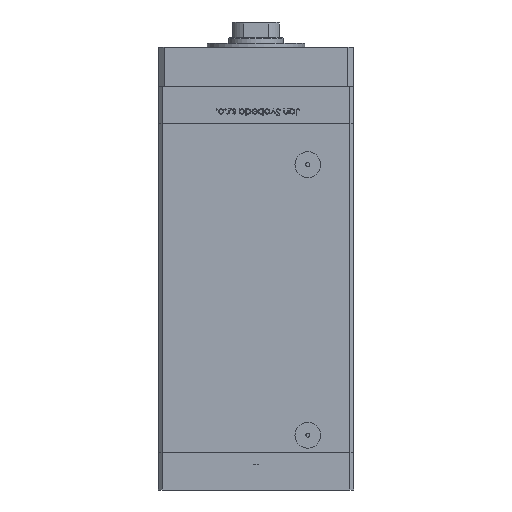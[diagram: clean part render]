
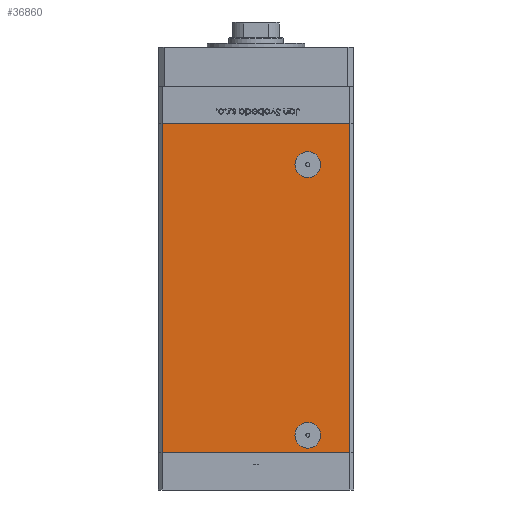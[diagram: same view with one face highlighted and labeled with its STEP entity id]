
A CAD part, front view. The second image highlights one B-rep face of the part: STEP entity #36860.
In plain terms, the highlighted planar face has unit normal (0, -1, 0).
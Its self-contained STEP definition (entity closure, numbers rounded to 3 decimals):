
#753 = EDGE_LOOP ( 'NONE', ( #31135, #3601 ) ) ;
#1077 = CIRCLE ( 'NONE', #26347, 6.58 ) ;
#3338 = CARTESIAN_POINT ( 'NONE',  ( -48., -43.5, 0. ) ) ;
#3601 = ORIENTED_EDGE ( 'NONE', *, *, #22588, .F. ) ;
#4968 = LINE ( 'NONE', #43129, #41394 ) ;
#6238 = CIRCLE ( 'NONE', #16678, 6.58 ) ;
#6407 = ORIENTED_EDGE ( 'NONE', *, *, #44019, .T. ) ;
#7726 = ORIENTED_EDGE ( 'NONE', *, *, #19529, .F. ) ;
#8110 = VERTEX_POINT ( 'NONE', #16490 ) ;
#8211 = VECTOR ( 'NONE', #28582, 1000. ) ;
#8539 = ORIENTED_EDGE ( 'NONE', *, *, #9728, .T. ) ;
#9698 = CIRCLE ( 'NONE', #15828, 6.58 ) ;
#9728 = EDGE_CURVE ( 'NONE', #8110, #22915, #40913, .T. ) ;
#9855 = LINE ( 'NONE', #31571, #10594 ) ;
#10500 = VERTEX_POINT ( 'NONE', #52315 ) ;
#10594 = VECTOR ( 'NONE', #27483, 1000. ) ;
#11575 = VERTEX_POINT ( 'NONE', #18071 ) ;
#12882 = EDGE_LOOP ( 'NONE', ( #6407, #31812, #7726, #35282 ) ) ;
#13019 = CARTESIAN_POINT ( 'NONE',  ( 48., -43.5, 168.5 ) ) ;
#13289 = EDGE_CURVE ( 'NONE', #22915, #8110, #6238, .T. ) ;
#13993 = EDGE_CURVE ( 'NONE', #10500, #43801, #9698, .T. ) ;
#15828 = AXIS2_PLACEMENT_3D ( 'NONE', #21349, #41505, #21086 ) ;
#16490 = CARTESIAN_POINT ( 'NONE',  ( 26.5, -43.5, 140.92 ) ) ;
#16678 = AXIS2_PLACEMENT_3D ( 'NONE', #27193, #27729, #32090 ) ;
#17218 = CARTESIAN_POINT ( 'NONE',  ( -48., -43.5, 0. ) ) ;
#18071 = CARTESIAN_POINT ( 'NONE',  ( 48., -43.5, 0. ) ) ;
#18811 = CARTESIAN_POINT ( 'NONE',  ( -48., -43.5, 168.5 ) ) ;
#19089 = CARTESIAN_POINT ( 'NONE',  ( 48., -43.5, 168.5 ) ) ;
#19529 = EDGE_CURVE ( 'NONE', #44684, #38501, #9855, .T. ) ;
#20940 = DIRECTION ( 'NONE',  ( 0., 1., 0. ) ) ;
#21086 = DIRECTION ( 'NONE',  ( 0., 0., -1. ) ) ;
#21349 = CARTESIAN_POINT ( 'NONE',  ( 26.5, -43.5, 9. ) ) ;
#22030 = VERTEX_POINT ( 'NONE', #3338 ) ;
#22588 = EDGE_CURVE ( 'NONE', #43801, #10500, #1077, .T. ) ;
#22915 = VERTEX_POINT ( 'NONE', #35203 ) ;
#23994 = LINE ( 'NONE', #19089, #8211 ) ;
#26347 = AXIS2_PLACEMENT_3D ( 'NONE', #34728, #33921, #38005 ) ;
#27193 = CARTESIAN_POINT ( 'NONE',  ( 26.5, -43.5, 147.5 ) ) ;
#27242 = DIRECTION ( 'NONE',  ( 0., 1., 0. ) ) ;
#27483 = DIRECTION ( 'NONE',  ( 1., 0., 0. ) ) ;
#27729 = DIRECTION ( 'NONE',  ( 0., 1., 0. ) ) ;
#28582 = DIRECTION ( 'NONE',  ( 0., 0., -1. ) ) ;
#31060 = FACE_BOUND ( 'NONE', #753, .T. ) ;
#31135 = ORIENTED_EDGE ( 'NONE', *, *, #13993, .F. ) ;
#31571 = CARTESIAN_POINT ( 'NONE',  ( -48., -43.5, 168.5 ) ) ;
#31603 = DIRECTION ( 'NONE',  ( 0., 0., 1. ) ) ;
#31812 = ORIENTED_EDGE ( 'NONE', *, *, #32320, .F. ) ;
#32090 = DIRECTION ( 'NONE',  ( 0., 0., -1. ) ) ;
#32233 = AXIS2_PLACEMENT_3D ( 'NONE', #38062, #20940, #47069 ) ;
#32320 = EDGE_CURVE ( 'NONE', #38501, #11575, #23994, .T. ) ;
#33827 = DIRECTION ( 'NONE',  ( 1., 0., 0. ) ) ;
#33921 = DIRECTION ( 'NONE',  ( 0., -1., 0. ) ) ;
#34728 = CARTESIAN_POINT ( 'NONE',  ( 26.5, -43.5, 9. ) ) ;
#35203 = CARTESIAN_POINT ( 'NONE',  ( 26.5, -43.5, 154.08 ) ) ;
#35282 = ORIENTED_EDGE ( 'NONE', *, *, #35447, .T. ) ;
#35447 = EDGE_CURVE ( 'NONE', #44684, #22030, #4968, .T. ) ;
#35682 = ORIENTED_EDGE ( 'NONE', *, *, #13289, .T. ) ;
#36860 = ADVANCED_FACE ( 'NONE', ( #31060, #43342, #44144 ), #52872, .F. ) ;
#37342 = EDGE_LOOP ( 'NONE', ( #8539, #35682 ) ) ;
#38005 = DIRECTION ( 'NONE',  ( 0., 0., -1. ) ) ;
#38062 = CARTESIAN_POINT ( 'NONE',  ( 26.5, -43.5, 147.5 ) ) ;
#38501 = VERTEX_POINT ( 'NONE', #13019 ) ;
#40913 = CIRCLE ( 'NONE', #32233, 6.58 ) ;
#41394 = VECTOR ( 'NONE', #51303, 1000. ) ;
#41505 = DIRECTION ( 'NONE',  ( 0., -1., 0. ) ) ;
#42895 = CARTESIAN_POINT ( 'NONE',  ( 26.5, -43.5, 15.58 ) ) ;
#42964 = CARTESIAN_POINT ( 'NONE',  ( -48., -43.5, 168.5 ) ) ;
#43129 = CARTESIAN_POINT ( 'NONE',  ( -48., -43.5, 168.5 ) ) ;
#43342 = FACE_OUTER_BOUND ( 'NONE', #12882, .T. ) ;
#43801 = VERTEX_POINT ( 'NONE', #42895 ) ;
#44019 = EDGE_CURVE ( 'NONE', #22030, #11575, #50195, .T. ) ;
#44144 = FACE_BOUND ( 'NONE', #37342, .T. ) ;
#44684 = VERTEX_POINT ( 'NONE', #42964 ) ;
#47069 = DIRECTION ( 'NONE',  ( 0., 0., -1. ) ) ;
#48403 = AXIS2_PLACEMENT_3D ( 'NONE', #18811, #27242, #31603 ) ;
#50195 = LINE ( 'NONE', #17218, #50338 ) ;
#50338 = VECTOR ( 'NONE', #33827, 1000. ) ;
#51303 = DIRECTION ( 'NONE',  ( 0., 0., -1. ) ) ;
#52315 = CARTESIAN_POINT ( 'NONE',  ( 26.5, -43.5, 2.42 ) ) ;
#52872 = PLANE ( 'NONE',  #48403 ) ;
